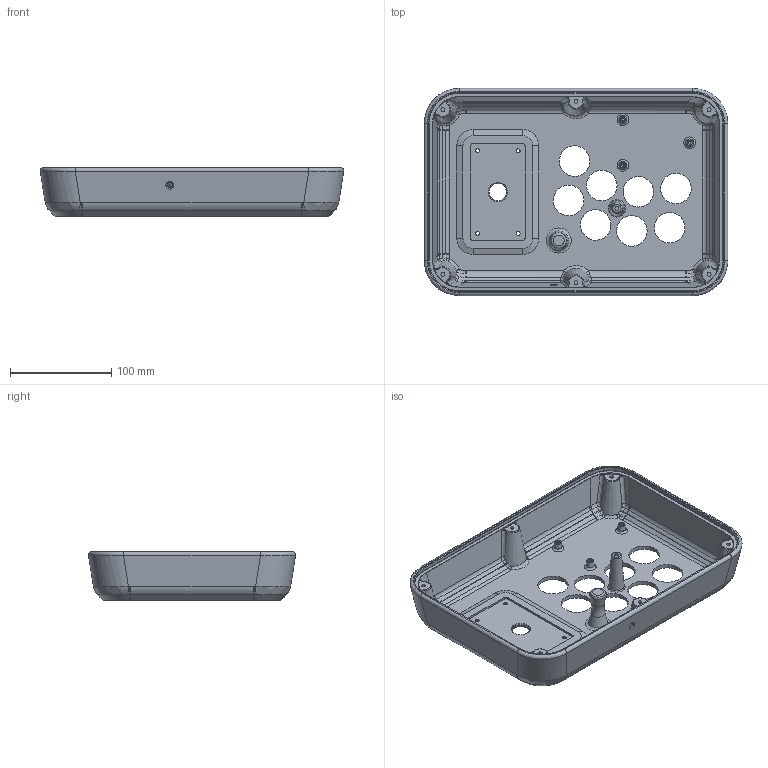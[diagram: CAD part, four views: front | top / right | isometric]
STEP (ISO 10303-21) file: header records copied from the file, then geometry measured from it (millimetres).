
FILE_DESCRIPTION(/* description */ (''),/* implementation_level */ '2;1');
FILE_NAME(/* name */ 'Fight Stick Uzebox Edition v7.step',/* time_stamp */ '2025-07-22T16:22:37-06:00',/* author */ (''),/* organization */ (''),/* preprocessor_version */ 'ST-DEVELOPER v20.1',/* originating_system */ 'Autodesk Translation Framework v14.10.0.0',/* authorisation */ '');
FILE_SCHEMA (('AUTOMOTIVE_DESIGN { 1 0 10303 214 3 1 1 }'));
Length unit declared in the file: millimetre
Products named in the file (1): Fight Stick Uzebox Edition
Bounding box: 299.18 x 204.18 x 48 mm (x, y, z)
Volume: 550874 mm3; surface area: 180591.8 mm2
Topology: 1 solids, 1 shells, 419 faces, 981 edges, 583 vertices
Faces by surface type: bspline 234, cylinder 74, plane 63, torus 26, cone 22
Full cylindrical faces by diameter (mm): 2.529 x3, 3.783 x11, 5.5 x1, 17 x1, 30.15 x8
Entity records: 17381 total; most frequent: CARTESIAN_POINT 8976, ORIENTED_EDGE 1962, DIRECTION 1288, EDGE_CURVE 981, VERTEX_POINT 583, AXIS2_PLACEMENT_3D 537, EDGE_LOOP 466, FACE_OUTER_BOUND 419
